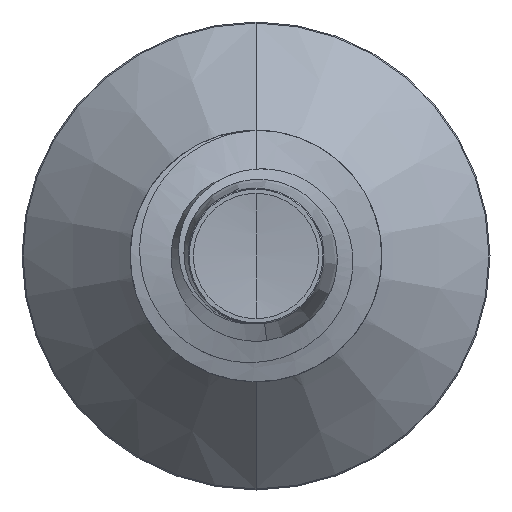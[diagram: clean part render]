
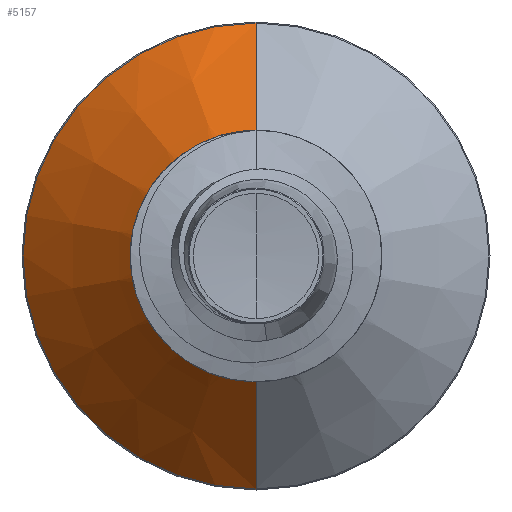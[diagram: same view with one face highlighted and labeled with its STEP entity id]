
A CAD part, front view. The second image highlights one B-rep face of the part: STEP entity #5157.
In plain terms, the highlighted conical face has half-angle 45 degrees and reference radius 1.847 mm.
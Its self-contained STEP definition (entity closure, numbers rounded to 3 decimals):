
#1242 = AXIS2_PLACEMENT_3D ( 'NONE', #1541, #1537, #2281 ) ;
#1288 = VERTEX_POINT ( 'NONE', #3129 ) ;
#1488 = AXIS2_PLACEMENT_3D ( 'NONE', #6505, #6507, #6477 ) ;
#1537 = DIRECTION ( 'NONE',  ( 0., 1., 0. ) ) ;
#1541 = CARTESIAN_POINT ( 'NONE',  ( 0., 7.728, 0. ) ) ;
#1556 = CIRCLE ( 'NONE', #1242, 4.628 ) ;
#1848 = FACE_OUTER_BOUND ( 'NONE', #3686, .T. ) ;
#1930 = EDGE_CURVE ( 'NONE', #4693, #5532, #1556, .T. ) ;
#2281 = DIRECTION ( 'NONE',  ( 0., 0., 1. ) ) ;
#2299 = LINE ( 'NONE', #7356, #11530 ) ;
#2499 = VERTEX_POINT ( 'NONE', #8223 ) ;
#2817 = EDGE_CURVE ( 'NONE', #1288, #4693, #2299, .T. ) ;
#3129 = CARTESIAN_POINT ( 'NONE',  ( 0., 4.947, -1.847 ) ) ;
#3521 = CARTESIAN_POINT ( 'NONE',  ( 0., 7.728, -4.628 ) ) ;
#3595 = CARTESIAN_POINT ( 'NONE',  ( 0., 4.947, 1.847 ) ) ;
#3603 = EDGE_CURVE ( 'NONE', #1288, #2499, #6054, .T. ) ;
#3686 = EDGE_LOOP ( 'NONE', ( #3810, #6708, #9617, #10135 ) ) ;
#3810 = ORIENTED_EDGE ( 'NONE', *, *, #2817, .F. ) ;
#4117 = CARTESIAN_POINT ( 'NONE',  ( 0., 7.728, 4.628 ) ) ;
#4693 = VERTEX_POINT ( 'NONE', #3521 ) ;
#5076 = VECTOR ( 'NONE', #9028, 1000. ) ;
#5157 = ADVANCED_FACE ( 'NONE', ( #1848 ), #10624, .T. ) ;
#5532 = VERTEX_POINT ( 'NONE', #4117 ) ;
#6054 = CIRCLE ( 'NONE', #9919, 1.847 ) ;
#6477 = DIRECTION ( 'NONE',  ( 0., 0., 1. ) ) ;
#6505 = CARTESIAN_POINT ( 'NONE',  ( 0., 4.947, 0. ) ) ;
#6507 = DIRECTION ( 'NONE',  ( 0., 1., 0. ) ) ;
#6708 = ORIENTED_EDGE ( 'NONE', *, *, #3603, .T. ) ;
#7306 = DIRECTION ( 'NONE',  ( 0., 0.707, -0.707 ) ) ;
#7356 = CARTESIAN_POINT ( 'NONE',  ( 0., 4.947, -1.847 ) ) ;
#7490 = LINE ( 'NONE', #3595, #5076 ) ;
#8223 = CARTESIAN_POINT ( 'NONE',  ( 0., 4.947, 1.847 ) ) ;
#8802 = DIRECTION ( 'NONE',  ( 0., 0., 1. ) ) ;
#8821 = DIRECTION ( 'NONE',  ( 0., 1., 0. ) ) ;
#8837 = CARTESIAN_POINT ( 'NONE',  ( 0., 4.947, 0. ) ) ;
#9028 = DIRECTION ( 'NONE',  ( 0., 0.707, 0.707 ) ) ;
#9577 = EDGE_CURVE ( 'NONE', #2499, #5532, #7490, .T. ) ;
#9617 = ORIENTED_EDGE ( 'NONE', *, *, #9577, .T. ) ;
#9919 = AXIS2_PLACEMENT_3D ( 'NONE', #8837, #8821, #8802 ) ;
#10135 = ORIENTED_EDGE ( 'NONE', *, *, #1930, .F. ) ;
#10624 = CONICAL_SURFACE ( 'NONE', #1488, 1.847, 0.785 ) ;
#11530 = VECTOR ( 'NONE', #7306, 1000. ) ;
